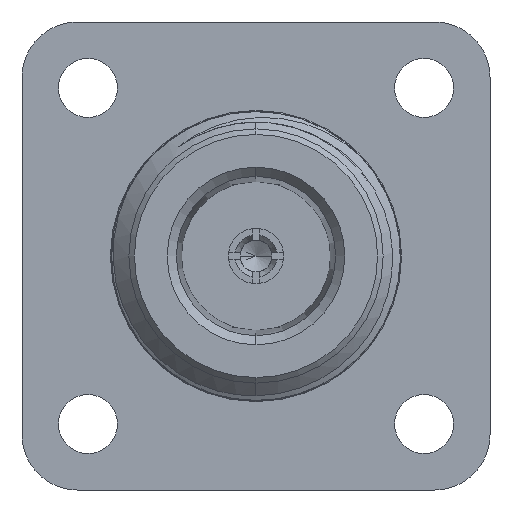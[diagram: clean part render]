
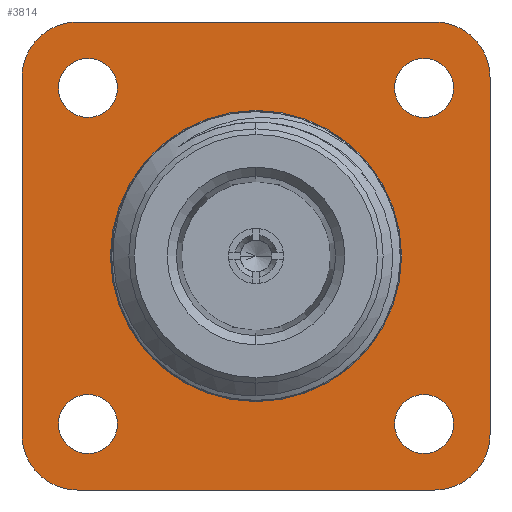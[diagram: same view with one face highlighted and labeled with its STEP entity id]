
A CAD part, left-side view. The second image highlights one B-rep face of the part: STEP entity #3814.
In plain terms, the highlighted planar face has unit normal (-1, 0, 0).
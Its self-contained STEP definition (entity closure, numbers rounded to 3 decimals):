
#211=CARTESIAN_POINT('',(0.,9.7,9.7));
#212=DIRECTION('',(-1.,0.,0.));
#213=DIRECTION('',(0.,0.,1.));
#214=AXIS2_PLACEMENT_3D('',#211,#212,#213);
#216=DIRECTION('',(0.,1.,0.));
#217=VECTOR('',#216,19.4);
#218=CARTESIAN_POINT('',(0.,-9.7,12.7));
#219=LINE('',#218,#217);
#220=CARTESIAN_POINT('',(0.,-9.7,9.7));
#221=DIRECTION('',(-1.,0.,0.));
#222=DIRECTION('',(0.,-1.,0.));
#223=AXIS2_PLACEMENT_3D('',#220,#221,#222);
#225=DIRECTION('',(0.,0.,1.));
#226=VECTOR('',#225,19.4);
#227=CARTESIAN_POINT('',(0.,-12.7,-9.7));
#228=LINE('',#227,#226);
#229=CARTESIAN_POINT('',(0.,-9.7,-9.7));
#230=DIRECTION('',(-1.,0.,0.));
#231=DIRECTION('',(0.,0.,-1.));
#232=AXIS2_PLACEMENT_3D('',#229,#230,#231);
#234=DIRECTION('',(0.,-1.,0.));
#235=VECTOR('',#234,19.4);
#236=CARTESIAN_POINT('',(0.,9.7,-12.7));
#237=LINE('',#236,#235);
#238=CARTESIAN_POINT('',(0.,9.7,-9.7));
#239=DIRECTION('',(-1.,0.,0.));
#240=DIRECTION('',(0.,1.,0.));
#241=AXIS2_PLACEMENT_3D('',#238,#239,#240);
#243=DIRECTION('',(0.,0.,-1.));
#244=VECTOR('',#243,19.4);
#245=CARTESIAN_POINT('',(0.,12.7,9.7));
#246=LINE('',#245,#244);
#247=CARTESIAN_POINT('',(0.,-9.12,-9.12));
#248=DIRECTION('',(-1.,0.,0.));
#249=DIRECTION('',(0.,0.,-1.));
#250=AXIS2_PLACEMENT_3D('',#247,#248,#249);
#252=CARTESIAN_POINT('',(0.,-9.12,-9.12));
#253=DIRECTION('',(-1.,0.,0.));
#254=DIRECTION('',(0.,0.,1.));
#255=AXIS2_PLACEMENT_3D('',#252,#253,#254);
#257=CARTESIAN_POINT('',(0.,9.12,-9.12));
#258=DIRECTION('',(-1.,0.,0.));
#259=DIRECTION('',(0.,0.,-1.));
#260=AXIS2_PLACEMENT_3D('',#257,#258,#259);
#262=CARTESIAN_POINT('',(0.,9.12,-9.12));
#263=DIRECTION('',(-1.,0.,0.));
#264=DIRECTION('',(0.,0.,1.));
#265=AXIS2_PLACEMENT_3D('',#262,#263,#264);
#267=CARTESIAN_POINT('',(0.,9.12,9.12));
#268=DIRECTION('',(-1.,0.,0.));
#269=DIRECTION('',(0.,0.,-1.));
#270=AXIS2_PLACEMENT_3D('',#267,#268,#269);
#272=CARTESIAN_POINT('',(0.,9.12,9.12));
#273=DIRECTION('',(-1.,0.,0.));
#274=DIRECTION('',(0.,0.,1.));
#275=AXIS2_PLACEMENT_3D('',#272,#273,#274);
#277=CARTESIAN_POINT('',(0.,-9.12,9.12));
#278=DIRECTION('',(-1.,0.,0.));
#279=DIRECTION('',(0.,0.,-1.));
#280=AXIS2_PLACEMENT_3D('',#277,#278,#279);
#282=CARTESIAN_POINT('',(0.,-9.12,9.12));
#283=DIRECTION('',(-1.,0.,0.));
#284=DIRECTION('',(0.,0.,1.));
#285=AXIS2_PLACEMENT_3D('',#282,#283,#284);
#319=CARTESIAN_POINT('',(0.,0.,0.));
#320=DIRECTION('',(-1.,0.,0.));
#321=DIRECTION('',(0.,0.,1.));
#322=AXIS2_PLACEMENT_3D('',#319,#320,#321);
#328=CARTESIAN_POINT('',(0.,0.,0.));
#329=DIRECTION('',(-1.,0.,0.));
#330=DIRECTION('',(0.,0.,-1.));
#331=AXIS2_PLACEMENT_3D('',#328,#329,#330);
#3189=CARTESIAN_POINT('',(0.,9.7,12.7));
#3190=VERTEX_POINT('',#3189);
#3191=CARTESIAN_POINT('',(0.,12.7,9.7));
#3192=VERTEX_POINT('',#3191);
#3197=CARTESIAN_POINT('',(0.,12.7,-9.7));
#3198=VERTEX_POINT('',#3197);
#3199=CARTESIAN_POINT('',(0.,9.7,-12.7));
#3200=VERTEX_POINT('',#3199);
#3205=CARTESIAN_POINT('',(0.,-12.7,9.7));
#3206=VERTEX_POINT('',#3205);
#3207=CARTESIAN_POINT('',(0.,-9.7,12.7));
#3208=VERTEX_POINT('',#3207);
#3213=CARTESIAN_POINT('',(0.,-9.7,-12.7));
#3214=VERTEX_POINT('',#3213);
#3215=CARTESIAN_POINT('',(0.,-12.7,-9.7));
#3216=VERTEX_POINT('',#3215);
#3233=CARTESIAN_POINT('',(0.,-9.12,-10.72));
#3234=CARTESIAN_POINT('',(0.,-9.12,-7.52));
#3235=VERTEX_POINT('',#3233);
#3236=VERTEX_POINT('',#3234);
#3237=CARTESIAN_POINT('',(0.,9.12,-10.72));
#3238=CARTESIAN_POINT('',(0.,9.12,-7.52));
#3239=VERTEX_POINT('',#3237);
#3240=VERTEX_POINT('',#3238);
#3241=CARTESIAN_POINT('',(0.,9.12,7.52));
#3242=CARTESIAN_POINT('',(0.,9.12,10.72));
#3243=VERTEX_POINT('',#3241);
#3244=VERTEX_POINT('',#3242);
#3245=CARTESIAN_POINT('',(0.,-9.12,7.52));
#3246=CARTESIAN_POINT('',(0.,-9.12,10.72));
#3247=VERTEX_POINT('',#3245);
#3248=VERTEX_POINT('',#3246);
#3257=CARTESIAN_POINT('',(0.,0.,7.7));
#3258=CARTESIAN_POINT('',(0.,0.,-7.7));
#3259=VERTEX_POINT('',#3257);
#3260=VERTEX_POINT('',#3258);
#3769=CARTESIAN_POINT('',(0.,0.,0.));
#3770=DIRECTION('',(-1.,0.,0.));
#3771=DIRECTION('',(0.,-1.,0.));
#3772=AXIS2_PLACEMENT_3D('',#3769,#3770,#3771);
#3773=PLANE('',#3772);
#3774=ORIENTED_EDGE('',*,*,#3665,.F.);
#3775=ORIENTED_EDGE('',*,*,#3681,.F.);
#3776=ORIENTED_EDGE('',*,*,#3694,.F.);
#3777=ORIENTED_EDGE('',*,*,#3709,.F.);
#3778=ORIENTED_EDGE('',*,*,#3722,.F.);
#3779=ORIENTED_EDGE('',*,*,#3735,.F.);
#3780=ORIENTED_EDGE('',*,*,#3750,.F.);
#3781=ORIENTED_EDGE('',*,*,#3762,.F.);
#3782=EDGE_LOOP('',(#3774,#3775,#3776,#3777,#3778,#3779,#3780,#3781));
#3783=FACE_OUTER_BOUND('',#3782,.F.);
#3785=ORIENTED_EDGE('',*,*,#3784,.T.);
#3787=ORIENTED_EDGE('',*,*,#3786,.T.);
#3788=EDGE_LOOP('',(#3785,#3787));
#3789=FACE_BOUND('',#3788,.F.);
#3791=ORIENTED_EDGE('',*,*,#3790,.T.);
#3793=ORIENTED_EDGE('',*,*,#3792,.T.);
#3794=EDGE_LOOP('',(#3791,#3793));
#3795=FACE_BOUND('',#3794,.F.);
#3797=ORIENTED_EDGE('',*,*,#3796,.T.);
#3799=ORIENTED_EDGE('',*,*,#3798,.T.);
#3800=EDGE_LOOP('',(#3797,#3799));
#3801=FACE_BOUND('',#3800,.F.);
#3803=ORIENTED_EDGE('',*,*,#3802,.T.);
#3805=ORIENTED_EDGE('',*,*,#3804,.T.);
#3806=EDGE_LOOP('',(#3803,#3805));
#3807=FACE_BOUND('',#3806,.F.);
#3809=ORIENTED_EDGE('',*,*,#3808,.T.);
#3811=ORIENTED_EDGE('',*,*,#3810,.T.);
#3812=EDGE_LOOP('',(#3809,#3811));
#3813=FACE_BOUND('',#3812,.F.);
#215=CIRCLE('',#214,3.);
#224=CIRCLE('',#223,3.);
#233=CIRCLE('',#232,3.);
#242=CIRCLE('',#241,3.);
#251=CIRCLE('',#250,1.6);
#256=CIRCLE('',#255,1.6);
#261=CIRCLE('',#260,1.6);
#266=CIRCLE('',#265,1.6);
#271=CIRCLE('',#270,1.6);
#276=CIRCLE('',#275,1.6);
#281=CIRCLE('',#280,1.6);
#286=CIRCLE('',#285,1.6);
#323=CIRCLE('',#322,7.7);
#332=CIRCLE('',#331,7.7);
#3665=EDGE_CURVE('',#3190,#3192,#215,.T.);
#3681=EDGE_CURVE('',#3208,#3190,#219,.T.);
#3694=EDGE_CURVE('',#3206,#3208,#224,.T.);
#3709=EDGE_CURVE('',#3216,#3206,#228,.T.);
#3722=EDGE_CURVE('',#3214,#3216,#233,.T.);
#3735=EDGE_CURVE('',#3200,#3214,#237,.T.);
#3750=EDGE_CURVE('',#3198,#3200,#242,.T.);
#3762=EDGE_CURVE('',#3192,#3198,#246,.T.);
#3784=EDGE_CURVE('',#3235,#3236,#251,.T.);
#3786=EDGE_CURVE('',#3236,#3235,#256,.T.);
#3790=EDGE_CURVE('',#3239,#3240,#261,.T.);
#3792=EDGE_CURVE('',#3240,#3239,#266,.T.);
#3796=EDGE_CURVE('',#3243,#3244,#271,.T.);
#3798=EDGE_CURVE('',#3244,#3243,#276,.T.);
#3802=EDGE_CURVE('',#3247,#3248,#281,.T.);
#3804=EDGE_CURVE('',#3248,#3247,#286,.T.);
#3808=EDGE_CURVE('',#3259,#3260,#323,.T.);
#3810=EDGE_CURVE('',#3260,#3259,#332,.T.);
#3814=ADVANCED_FACE('',(#3783,#3789,#3795,#3801,#3807,#3813),#3773,.T.);
